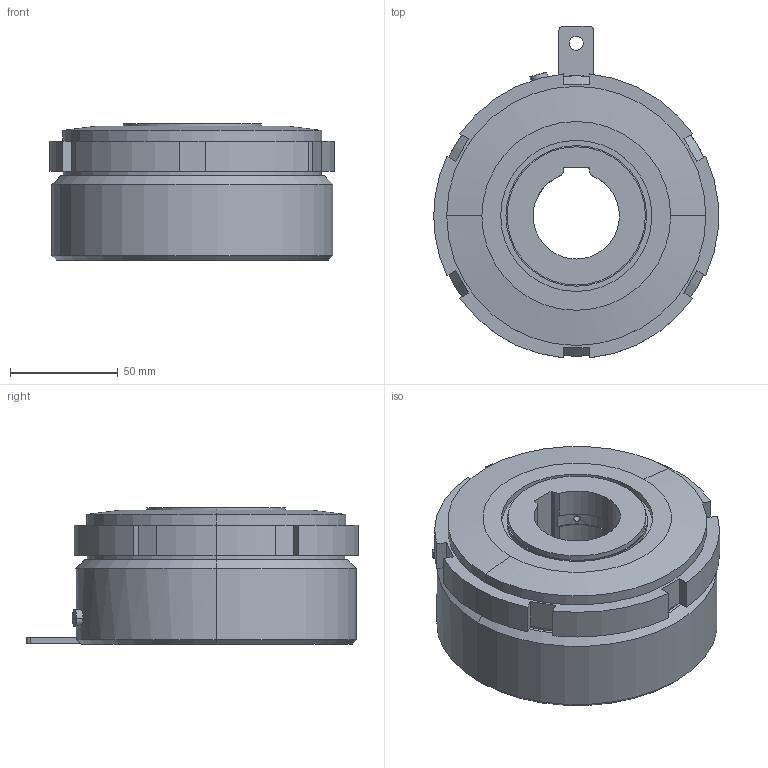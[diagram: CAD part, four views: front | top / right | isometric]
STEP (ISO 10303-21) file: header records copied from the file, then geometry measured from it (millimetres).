
FILE_DESCRIPTION (( 'STEP AP203' ), '1' );
FILE_NAME ('MWC 10_231527（１体用）.STEP', '2016-03-04T06:18:03', ( ' ' ), ( '' ), 'SwSTEP 2.0', 'SolidWorks 2009', '' );
FILE_SCHEMA (( 'CONFIG_CONTROL_DESIGN' ));
Length unit declared in the file: millimetre
Products named in the file (1): MWC 10_231527（１体用）
Bounding box: 131.75 x 153.73 x 63 mm (x, y, z)
Volume: 707048.1 mm3; surface area: 66168.6 mm2
Topology: 1 solids, 2 shells, 140 faces, 346 edges, 227 vertices
Faces by surface type: cylinder 69, plane 50, sphere 14, cone 7
Entity records: 4602 total; most frequent: CARTESIAN_POINT 1074, DIRECTION 761, ORIENTED_EDGE 692, EDGE_CURVE 346, AXIS2_PLACEMENT_3D 294, VERTEX_POINT 227, VECTOR 173, LINE 173
